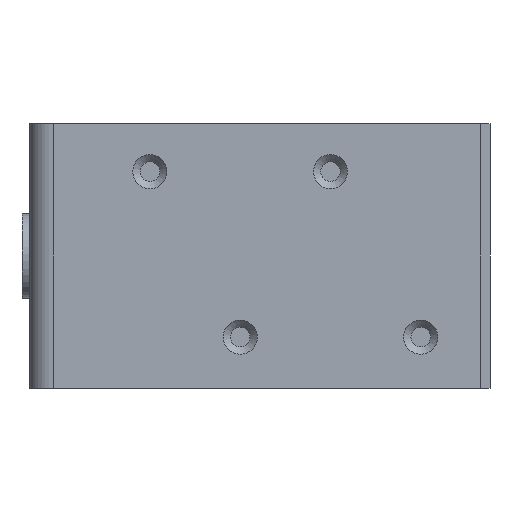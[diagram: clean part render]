
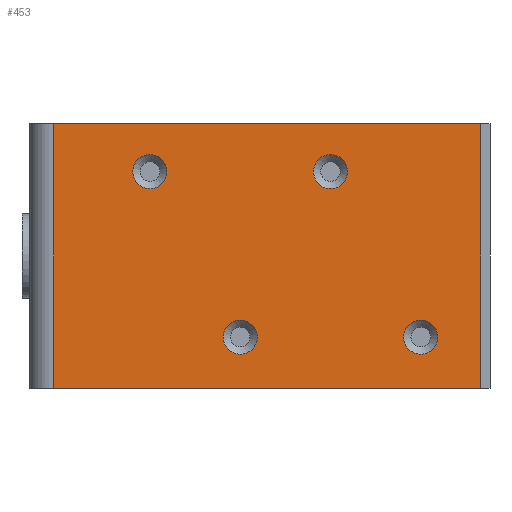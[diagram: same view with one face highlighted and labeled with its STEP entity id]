
A CAD part, left-side view. The second image highlights one B-rep face of the part: STEP entity #453.
In plain terms, the highlighted face is planar.
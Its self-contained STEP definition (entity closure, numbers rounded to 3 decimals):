
#366=CARTESIAN_POINT('',(24.677,-18.977,10.275));
#367=VERTEX_POINT('',#366);
#368=CARTESIAN_POINT('',(24.677,-18.977,15.95));
#369=DIRECTION('',(1.0,0.0,0.0));
#370=DIRECTION('',(0.0,0.0,1.0));
#371=AXIS2_PLACEMENT_3D('',#368,#369,#370);
#372=CIRCLE('',#371,5.675);
#373=EDGE_CURVE('',#367,#367,#372,.T.);
#378=CARTESIAN_POINT('',(24.677,21.023,0.0));
#379=DIRECTION('',(1.0,0.0,0.0));
#380=DIRECTION('',(0.0,0.0,-1.0));
#381=AXIS2_PLACEMENT_3D('',#378,#379,#380);
#382=PLANE('',#381);
#383=CARTESIAN_POINT('',(24.677,13.023,88.0));
#384=VERTEX_POINT('',#383);
#385=CARTESIAN_POINT('',(24.677,13.023,0.0));
#386=VERTEX_POINT('',#385);
#387=CARTESIAN_POINT('',(24.677,13.023,88.0));
#388=DIRECTION('',(0.0,0.0,-1.0));
#389=VECTOR('',#388,88.0);
#390=LINE('',#387,#389);
#391=EDGE_CURVE('',#384,#386,#390,.T.);
#392=ORIENTED_EDGE('',*,*,#391,.F.);
#393=CARTESIAN_POINT('',(24.677,-128.977,88.0));
#394=VERTEX_POINT('',#393);
#395=CARTESIAN_POINT('',(24.677,13.023,88.0));
#396=DIRECTION('',(0.0,-1.0,0.0));
#397=VECTOR('',#396,142.);
#398=LINE('',#395,#397);
#399=EDGE_CURVE('',#384,#394,#398,.T.);
#400=ORIENTED_EDGE('',*,*,#399,.T.);
#401=CARTESIAN_POINT('',(24.677,-128.977,0.0));
#402=VERTEX_POINT('',#401);
#403=CARTESIAN_POINT('',(24.677,-128.977,0.0));
#404=DIRECTION('',(0.0,0.0,1.0));
#405=VECTOR('',#404,88.0);
#406=LINE('',#403,#405);
#407=EDGE_CURVE('',#402,#394,#406,.T.);
#408=ORIENTED_EDGE('',*,*,#407,.F.);
#409=CARTESIAN_POINT('',(24.677,13.023,0.0));
#410=DIRECTION('',(0.0,-1.0,0.0));
#411=VECTOR('',#410,142.);
#412=LINE('',#409,#411);
#413=EDGE_CURVE('',#386,#402,#412,.T.);
#414=ORIENTED_EDGE('',*,*,#413,.F.);
#415=EDGE_LOOP('',(#392,#400,#408,#414));
#416=FACE_OUTER_BOUND('',#415,.T.);
#417=CARTESIAN_POINT('',(24.677,-78.977,10.275));
#418=VERTEX_POINT('',#417);
#419=CARTESIAN_POINT('',(24.677,-78.977,15.95));
#420=DIRECTION('',(1.0,0.0,0.0));
#421=DIRECTION('',(0.0,0.0,1.0));
#422=AXIS2_PLACEMENT_3D('',#419,#420,#421);
#423=CIRCLE('',#422,5.675);
#424=EDGE_CURVE('',#418,#418,#423,.T.);
#425=ORIENTED_EDGE('',*,*,#424,.F.);
#426=EDGE_LOOP('',(#425));
#427=FACE_BOUND('',#426,.T.);
#428=CARTESIAN_POINT('',(24.677,-48.977,65.275));
#429=VERTEX_POINT('',#428);
#430=CARTESIAN_POINT('',(24.677,-48.977,70.95));
#431=DIRECTION('',(1.0,0.0,0.0));
#432=DIRECTION('',(0.0,0.0,1.0));
#433=AXIS2_PLACEMENT_3D('',#430,#431,#432);
#434=CIRCLE('',#433,5.675);
#435=EDGE_CURVE('',#429,#429,#434,.T.);
#436=ORIENTED_EDGE('',*,*,#435,.F.);
#437=EDGE_LOOP('',(#436));
#438=FACE_BOUND('',#437,.T.);
#439=CARTESIAN_POINT('',(24.677,-108.977,65.275));
#440=VERTEX_POINT('',#439);
#441=CARTESIAN_POINT('',(24.677,-108.977,70.95));
#442=DIRECTION('',(1.0,0.0,0.0));
#443=DIRECTION('',(0.0,0.0,1.0));
#444=AXIS2_PLACEMENT_3D('',#441,#442,#443);
#445=CIRCLE('',#444,5.675);
#446=EDGE_CURVE('',#440,#440,#445,.T.);
#447=ORIENTED_EDGE('',*,*,#446,.F.);
#448=EDGE_LOOP('',(#447));
#449=FACE_BOUND('',#448,.T.);
#450=ORIENTED_EDGE('',*,*,#373,.F.);
#451=EDGE_LOOP('',(#450));
#452=FACE_BOUND('',#451,.T.);
#453=ADVANCED_FACE('',(#416,#427,#438,#449,#452),#382,.T.);
